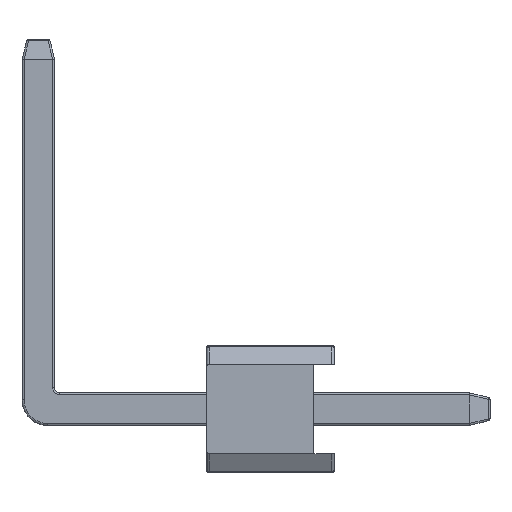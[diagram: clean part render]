
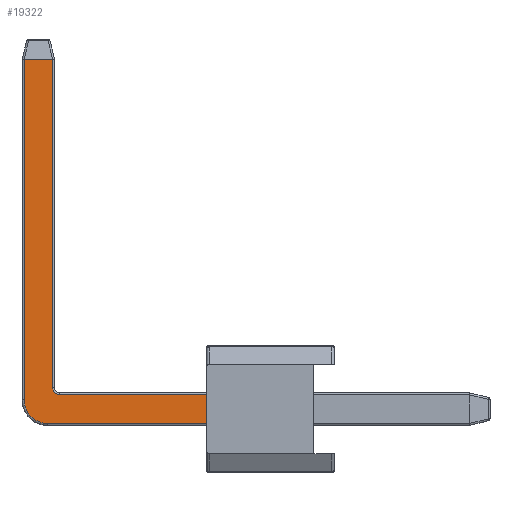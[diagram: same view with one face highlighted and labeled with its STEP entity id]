
A CAD part, left-side view. The second image highlights one B-rep face of the part: STEP entity #19322.
In plain terms, the highlighted planar face has unit normal (-1, 0, 0).
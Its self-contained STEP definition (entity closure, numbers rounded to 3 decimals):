
#654 = LINE ( 'NONE', #6594, #9285 ) ;
#1229 = AXIS2_PLACEMENT_3D ( 'NONE', #15154, #18892, #7762 ) ;
#1360 = VECTOR ( 'NONE', #20145, 1000. ) ;
#1406 = CARTESIAN_POINT ( 'NONE',  ( -15.56, 4.13, 0.42 ) ) ;
#1581 = VERTEX_POINT ( 'NONE', #5074 ) ;
#2143 = EDGE_CURVE ( 'NONE', #16654, #20013, #6886, .T. ) ;
#2523 = LINE ( 'NONE', #23842, #1360 ) ;
#2839 = CARTESIAN_POINT ( 'NONE',  ( -15.56, 0.031, -0.28 ) ) ;
#3269 = DIRECTION ( 'NONE',  ( 0., 0., -1. ) ) ;
#4342 = CARTESIAN_POINT ( 'NONE',  ( -15.56, 4.83, 6.85 ) ) ;
#4793 = DIRECTION ( 'NONE',  ( 0., 0., -1. ) ) ;
#5074 = CARTESIAN_POINT ( 'NONE',  ( -15.56, 4.83, 0.18 ) ) ;
#5559 = CARTESIAN_POINT ( 'NONE',  ( -15.56, 0.031, 0.28 ) ) ;
#5657 = CIRCLE ( 'NONE', #18639, 0.14 ) ;
#6479 = AXIS2_PLACEMENT_3D ( 'NONE', #9395, #22353, #11273 ) ;
#6528 = ORIENTED_EDGE ( 'NONE', *, *, #19773, .T. ) ;
#6594 = CARTESIAN_POINT ( 'NONE',  ( -15.56, 0.031, 0.32 ) ) ;
#6886 = LINE ( 'NONE', #11862, #21101 ) ;
#7109 = DIRECTION ( 'NONE',  ( 0., 0., -1. ) ) ;
#7375 = EDGE_CURVE ( 'NONE', #20332, #1581, #7444, .T. ) ;
#7411 = VECTOR ( 'NONE', #14302, 1000. ) ;
#7444 = LINE ( 'NONE', #20072, #17302 ) ;
#7762 = DIRECTION ( 'NONE',  ( 0., 0., -1. ) ) ;
#7841 = EDGE_CURVE ( 'NONE', #22211, #10891, #22217, .T. ) ;
#8821 = CARTESIAN_POINT ( 'NONE',  ( -15.56, 4.27, 0.42 ) ) ;
#8951 = EDGE_CURVE ( 'NONE', #13542, #18670, #2523, .T. ) ;
#9285 = VECTOR ( 'NONE', #4793, 1000. ) ;
#9311 = FACE_OUTER_BOUND ( 'NONE', #20232, .T. ) ;
#9395 = CARTESIAN_POINT ( 'NONE',  ( -15.56, 4.37, 0.18 ) ) ;
#10076 = DIRECTION ( 'NONE',  ( 0., -1., 0. ) ) ;
#10740 = CARTESIAN_POINT ( 'NONE',  ( -15.56, 4.27, 0.18 ) ) ;
#10891 = VERTEX_POINT ( 'NONE', #11575 ) ;
#11273 = DIRECTION ( 'NONE',  ( 0., 0., -1. ) ) ;
#11575 = CARTESIAN_POINT ( 'NONE',  ( -15.56, 4.27, 6.85 ) ) ;
#11630 = ORIENTED_EDGE ( 'NONE', *, *, #7841, .T. ) ;
#11862 = CARTESIAN_POINT ( 'NONE',  ( -15.56, 4.37, -0.28 ) ) ;
#12349 = LINE ( 'NONE', #23538, #7411 ) ;
#13542 = VERTEX_POINT ( 'NONE', #5559 ) ;
#13765 = CARTESIAN_POINT ( 'NONE',  ( -15.56, 4.37, -0.28 ) ) ;
#14302 = DIRECTION ( 'NONE',  ( 0., 1., 0. ) ) ;
#14330 = DIRECTION ( 'NONE',  ( 1., 0., 0. ) ) ;
#14669 = ORIENTED_EDGE ( 'NONE', *, *, #23798, .T. ) ;
#14795 = CARTESIAN_POINT ( 'NONE',  ( -15.56, 4.13, 0.28 ) ) ;
#14862 = ORIENTED_EDGE ( 'NONE', *, *, #7375, .T. ) ;
#15154 = CARTESIAN_POINT ( 'NONE',  ( -15.56, 4.37, 0.18 ) ) ;
#15608 = ORIENTED_EDGE ( 'NONE', *, *, #18068, .T. ) ;
#16294 = DIRECTION ( 'NONE',  ( 0., 0., 1. ) ) ;
#16654 = VERTEX_POINT ( 'NONE', #13765 ) ;
#16692 = VECTOR ( 'NONE', #16294, 1000. ) ;
#17302 = VECTOR ( 'NONE', #7109, 1000. ) ;
#18068 = EDGE_CURVE ( 'NONE', #18670, #22211, #5657, .T. ) ;
#18082 = ORIENTED_EDGE ( 'NONE', *, *, #21525, .F. ) ;
#18552 = CIRCLE ( 'NONE', #6479, 0.46 ) ;
#18639 = AXIS2_PLACEMENT_3D ( 'NONE', #1406, #14330, #3269 ) ;
#18670 = VERTEX_POINT ( 'NONE', #14795 ) ;
#18892 = DIRECTION ( 'NONE',  ( 1., 0., 0. ) ) ;
#19322 = ADVANCED_FACE ( 'NONE', ( #9311 ), #22535, .F. ) ;
#19433 = ORIENTED_EDGE ( 'NONE', *, *, #2143, .T. ) ;
#19773 = EDGE_CURVE ( 'NONE', #1581, #16654, #18552, .T. ) ;
#20013 = VERTEX_POINT ( 'NONE', #2839 ) ;
#20072 = CARTESIAN_POINT ( 'NONE',  ( -15.56, 4.83, 0.18 ) ) ;
#20145 = DIRECTION ( 'NONE',  ( 0., 1., 0. ) ) ;
#20232 = EDGE_LOOP ( 'NONE', ( #18082, #20682, #15608, #11630, #14669, #14862, #6528, #19433 ) ) ;
#20332 = VERTEX_POINT ( 'NONE', #4342 ) ;
#20682 = ORIENTED_EDGE ( 'NONE', *, *, #8951, .T. ) ;
#21101 = VECTOR ( 'NONE', #10076, 1000. ) ;
#21525 = EDGE_CURVE ( 'NONE', #13542, #20013, #654, .T. ) ;
#22211 = VERTEX_POINT ( 'NONE', #8821 ) ;
#22217 = LINE ( 'NONE', #10740, #16692 ) ;
#22353 = DIRECTION ( 'NONE',  ( -1., 0., 0. ) ) ;
#22535 = PLANE ( 'NONE',  #1229 ) ;
#23538 = CARTESIAN_POINT ( 'NONE',  ( -15.56, 4.37, 6.85 ) ) ;
#23798 = EDGE_CURVE ( 'NONE', #10891, #20332, #12349, .T. ) ;
#23842 = CARTESIAN_POINT ( 'NONE',  ( -15.56, 4.37, 0.28 ) ) ;
